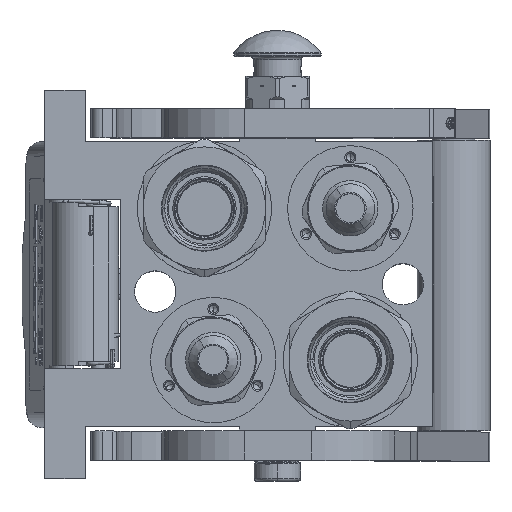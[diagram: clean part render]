
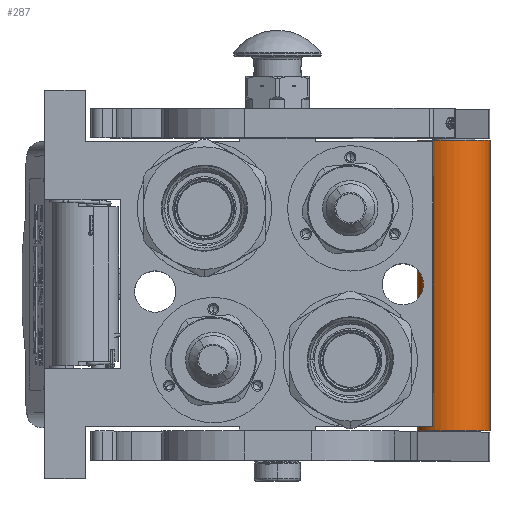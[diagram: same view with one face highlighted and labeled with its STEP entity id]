
A CAD part, top view. The second image highlights one B-rep face of the part: STEP entity #287.
In plain terms, the highlighted cylindrical face has radius 12.5 mm (diameter 25 mm), a partial arc.
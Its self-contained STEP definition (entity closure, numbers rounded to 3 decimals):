
#287 = ADVANCED_FACE ( 'NONE', ( #81480 ), #139628, .T. ) ;
#372 = EDGE_CURVE ( 'NONE', #114782, #13329, #35290, .T. ) ;
#6895 = AXIS2_PLACEMENT_3D ( 'NONE', #81773, #92775, #61183 ) ;
#13329 = VERTEX_POINT ( 'NONE', #66596 ) ;
#23005 = CARTESIAN_POINT ( 'NONE',  ( -94.25, 0., 0. ) ) ;
#25351 = ORIENTED_EDGE ( 'NONE', *, *, #99515, .T. ) ;
#34207 = CARTESIAN_POINT ( 'NONE',  ( 5.25, -12.5, 0. ) ) ;
#34677 = ORIENTED_EDGE ( 'NONE', *, *, #110352, .F. ) ;
#35290 = LINE ( 'NONE', #52326, #37076 ) ;
#37076 = VECTOR ( 'NONE', #74749, 1000. ) ;
#38355 = LINE ( 'NONE', #71729, #115249 ) ;
#41876 = CARTESIAN_POINT ( 'NONE',  ( 5.25, 12.5, 0. ) ) ;
#52326 = CARTESIAN_POINT ( 'NONE',  ( 5.25, 12.5, 0. ) ) ;
#61183 = DIRECTION ( 'NONE',  ( 0., 1., 0. ) ) ;
#62434 = AXIS2_PLACEMENT_3D ( 'NONE', #23005, #100855, #112318 ) ;
#66596 = CARTESIAN_POINT ( 'NONE',  ( -94.25, 12.5, 0. ) ) ;
#69303 = EDGE_CURVE ( 'NONE', #114782, #137526, #126309, .T. ) ;
#71729 = CARTESIAN_POINT ( 'NONE',  ( 5.25, -12.5, 0. ) ) ;
#73346 = CARTESIAN_POINT ( 'NONE',  ( 0., 0., 0. ) ) ;
#74749 = DIRECTION ( 'NONE',  ( -1., 0., 0. ) ) ;
#81480 = FACE_OUTER_BOUND ( 'NONE', #83113, .T. ) ;
#81773 = CARTESIAN_POINT ( 'NONE',  ( 5.25, 0., 0. ) ) ;
#83113 = EDGE_LOOP ( 'NONE', ( #124331, #25351, #34677, #107834 ) ) ;
#87562 = CARTESIAN_POINT ( 'NONE',  ( -94.25, -12.5, 0. ) ) ;
#91627 = CIRCLE ( 'NONE', #62434, 12.5 ) ;
#92775 = DIRECTION ( 'NONE',  ( -1., 0., 0. ) ) ;
#94433 = DIRECTION ( 'NONE',  ( -1., 0., 0. ) ) ;
#98082 = AXIS2_PLACEMENT_3D ( 'NONE', #73346, #94433, #105412 ) ;
#99515 = EDGE_CURVE ( 'NONE', #137526, #122161, #38355, .T. ) ;
#100855 = DIRECTION ( 'NONE',  ( -1., 0., 0. ) ) ;
#105412 = DIRECTION ( 'NONE',  ( 0., -1., 0. ) ) ;
#107834 = ORIENTED_EDGE ( 'NONE', *, *, #372, .F. ) ;
#110352 = EDGE_CURVE ( 'NONE', #13329, #122161, #91627, .T. ) ;
#112318 = DIRECTION ( 'NONE',  ( 0., 1., 0. ) ) ;
#114782 = VERTEX_POINT ( 'NONE', #41876 ) ;
#115249 = VECTOR ( 'NONE', #125773, 1000. ) ;
#122161 = VERTEX_POINT ( 'NONE', #87562 ) ;
#124331 = ORIENTED_EDGE ( 'NONE', *, *, #69303, .T. ) ;
#125773 = DIRECTION ( 'NONE',  ( -1., 0., 0. ) ) ;
#126309 = CIRCLE ( 'NONE', #6895, 12.5 ) ;
#137526 = VERTEX_POINT ( 'NONE', #34207 ) ;
#139628 = CYLINDRICAL_SURFACE ( 'NONE', #98082, 12.5 ) ;
